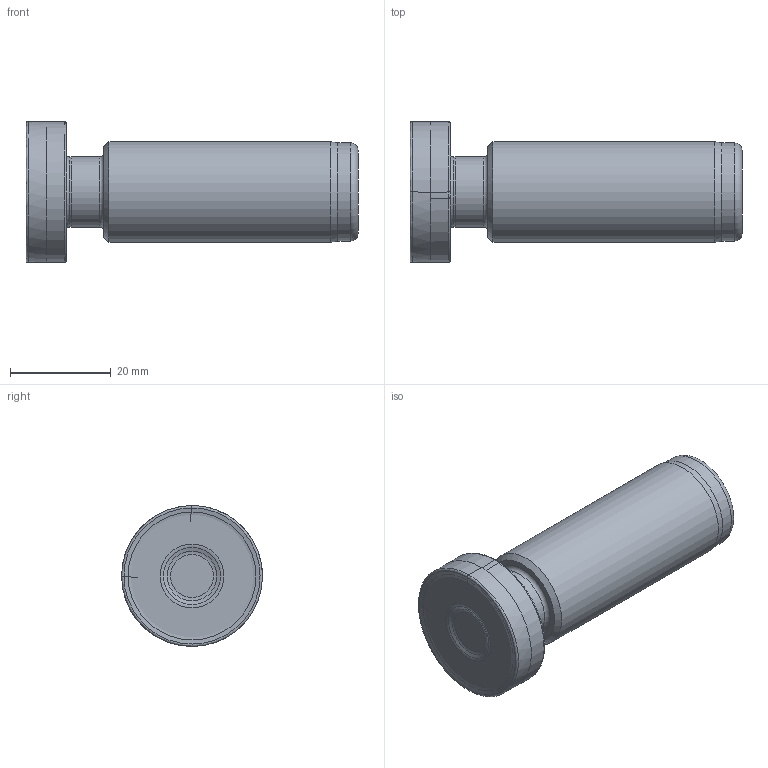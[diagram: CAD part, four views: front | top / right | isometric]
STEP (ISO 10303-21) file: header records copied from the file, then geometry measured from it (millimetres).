
FILE_DESCRIPTION(/* description */ (''),/* implementation_level */ '2;1');
FILE_NAME(/* name */ 'ATSM90-CC06-D28X8-W20-L66-Z04.stp',/* time_stamp */ '2023-10-02T15:51:30+03:00',/* author */ (''),/* organization */ (''),/* preprocessor_version */ 'ST-DEVELOPER v19.4',/* originating_system */ 'SIEMENS PLM Software NX2306.5001',/* authorisation */ '');
FILE_SCHEMA (('AUTOMOTIVE_DESIGN { 1 0 10303 214 3 1 1 1 }'));
Length unit declared in the file: millimetre
Products named in the file (1): ATSM90-CC06-D28X8-W20-L66-Z04-LIGHT_x_t_objects
Bounding box: 66 x 28 x 28 mm (x, y, z)
Volume: 24259.1 mm3; surface area: 7289.9 mm2
Topology: 2 solids, 2 shells, 44 faces, 90 edges, 51 vertices
Faces by surface type: bspline 24, torus 7, plane 5, cone 4, cylinder 4
Full cylindrical faces by diameter (mm): 14 x1, 19.5 x1, 20 x1, 27 x1
Entity records: 1356 total; most frequent: CARTESIAN_POINT 499, DIRECTION 176, ORIENTED_EDGE 150, AXIS2_PLACEMENT_3D 80, EDGE_CURVE 75, EDGE_LOOP 62, CIRCLE 59, VERTEX_POINT 51
